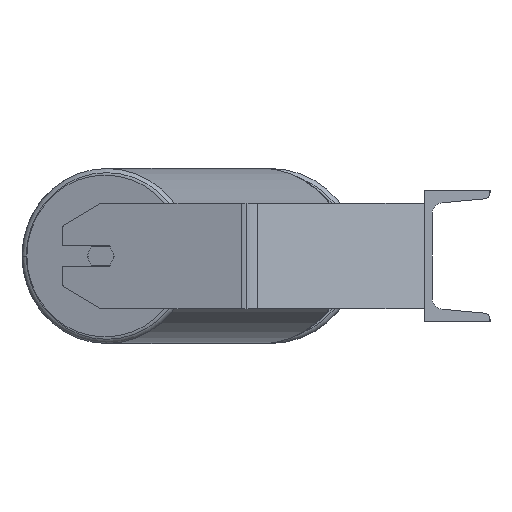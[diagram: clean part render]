
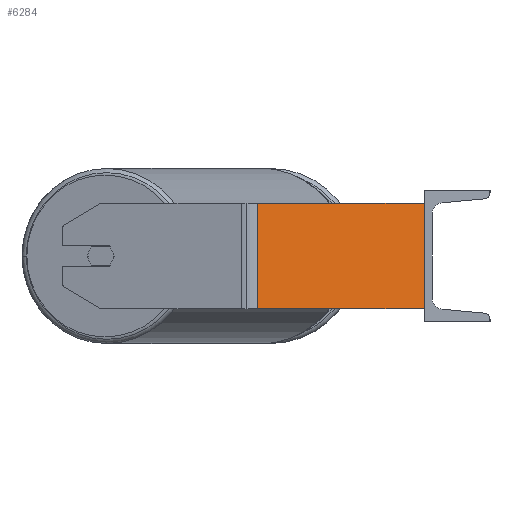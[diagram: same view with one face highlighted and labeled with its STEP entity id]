
A CAD part, left-side view. The second image highlights one B-rep face of the part: STEP entity #6284.
In plain terms, the highlighted planar face has unit normal (-0.866, -0.5, 0).
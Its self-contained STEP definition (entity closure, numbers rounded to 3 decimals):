
#14 = CARTESIAN_POINT ( 'NONE',  ( -761.54, 132.572, -40. ) ) ;
#164 = VECTOR ( 'NONE', #5576, 1000. ) ;
#223 = AXIS2_PLACEMENT_3D ( 'NONE', #1877, #3974, #4009 ) ;
#284 = ORIENTED_EDGE ( 'NONE', *, *, #691, .F. ) ;
#592 = PLANE ( 'NONE',  #223 ) ;
#691 = EDGE_CURVE ( 'NONE', #1896, #4211, #5773, .T. ) ;
#767 = LINE ( 'NONE', #14, #164 ) ;
#1212 = FACE_OUTER_BOUND ( 'NONE', #6415, .T. ) ;
#1877 = CARTESIAN_POINT ( 'NONE',  ( -761.54, 132.572, 40. ) ) ;
#1896 = VERTEX_POINT ( 'NONE', #4771 ) ;
#2167 = CARTESIAN_POINT ( 'NONE',  ( -758.227, 126.833, 40. ) ) ;
#2313 = CARTESIAN_POINT ( 'NONE',  ( -685., 0., 40. ) ) ;
#2342 = CARTESIAN_POINT ( 'NONE',  ( -761.54, 132.572, 40. ) ) ;
#2789 = VECTOR ( 'NONE', #3082, 1000. ) ;
#2876 = VECTOR ( 'NONE', #8185, 1000. ) ;
#3082 = DIRECTION ( 'NONE',  ( 0.5, -0.866, 0. ) ) ;
#3097 = ORIENTED_EDGE ( 'NONE', *, *, #7169, .T. ) ;
#3149 = LINE ( 'NONE', #2313, #3788 ) ;
#3364 = EDGE_CURVE ( 'NONE', #1896, #5781, #7945, .T. ) ;
#3666 = ORIENTED_EDGE ( 'NONE', *, *, #8514, .F. ) ;
#3788 = VECTOR ( 'NONE', #4454, 1000. ) ;
#3958 = ORIENTED_EDGE ( 'NONE', *, *, #3364, .T. ) ;
#3974 = DIRECTION ( 'NONE',  ( 0.866, 0.5, 0. ) ) ;
#4009 = DIRECTION ( 'NONE',  ( -0.5, 0.866, 0. ) ) ;
#4211 = VERTEX_POINT ( 'NONE', #8023 ) ;
#4454 = DIRECTION ( 'NONE',  ( 0., 0., -1. ) ) ;
#4598 = CARTESIAN_POINT ( 'NONE',  ( -685., 0., -40. ) ) ;
#4771 = CARTESIAN_POINT ( 'NONE',  ( -758.227, 126.833, 40. ) ) ;
#5568 = CARTESIAN_POINT ( 'NONE',  ( -758.227, 126.833, -40. ) ) ;
#5576 = DIRECTION ( 'NONE',  ( 0.5, -0.866, 0. ) ) ;
#5773 = LINE ( 'NONE', #2342, #2789 ) ;
#5781 = VERTEX_POINT ( 'NONE', #5568 ) ;
#6071 = VERTEX_POINT ( 'NONE', #4598 ) ;
#6284 = ADVANCED_FACE ( 'NONE', ( #1212 ), #592, .F. ) ;
#6415 = EDGE_LOOP ( 'NONE', ( #3097, #3666, #284, #3958 ) ) ;
#7169 = EDGE_CURVE ( 'NONE', #5781, #6071, #767, .T. ) ;
#7945 = LINE ( 'NONE', #2167, #2876 ) ;
#8023 = CARTESIAN_POINT ( 'NONE',  ( -685., 0., 40. ) ) ;
#8185 = DIRECTION ( 'NONE',  ( 0., 0., -1. ) ) ;
#8514 = EDGE_CURVE ( 'NONE', #4211, #6071, #3149, .T. ) ;
